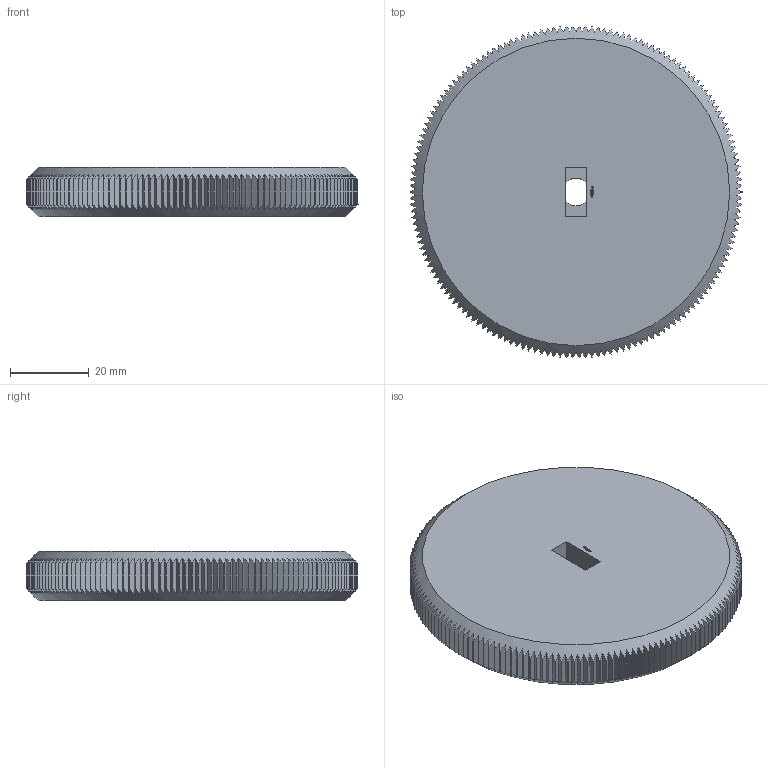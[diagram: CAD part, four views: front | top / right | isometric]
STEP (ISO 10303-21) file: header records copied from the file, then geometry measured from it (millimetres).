
FILE_DESCRIPTION(('FreeCAD Model'),'2;1');
FILE_NAME('Open CASCADE Shape Model','2024-01-03T18:42:36',(''),(''), 'Open CASCADE STEP processor 7.6','FreeCAD','Unknown');
FILE_SCHEMA(('AUTOMOTIVE_DESIGN { 1 0 10303 214 1 1 1 1 }'));
Products named in the file (1): Knob KNR BVD SCR ISR BU01.00x06.75 - SPN-KNB-0022 (stemfie.org)
Bounding box: 84.38 x 84.36 x 12.5 mm (x, y, z)
Volume: 65365.6 mm3; surface area: 15637.6 mm2
Topology: 1 solids, 1 shells, 970 faces, 2802 edges, 1866 vertices
Faces by surface type: plane 646, cylinder 164, extrusion 156, cone 4
Entity records: 70888 total; most frequent: CARTESIAN_POINT 16075, DIRECTION 9898, VECTOR 5644, ORIENTED_EDGE 5604, PCURVE 5604, DEFINITIONAL_REPRESENTATION 5604, LINE 5488, EDGE_CURVE 2802
